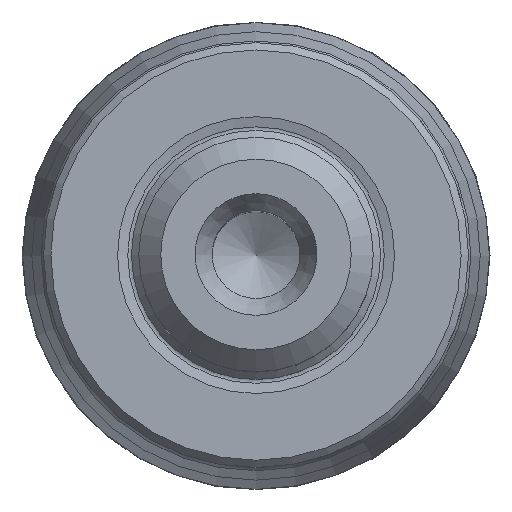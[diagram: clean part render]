
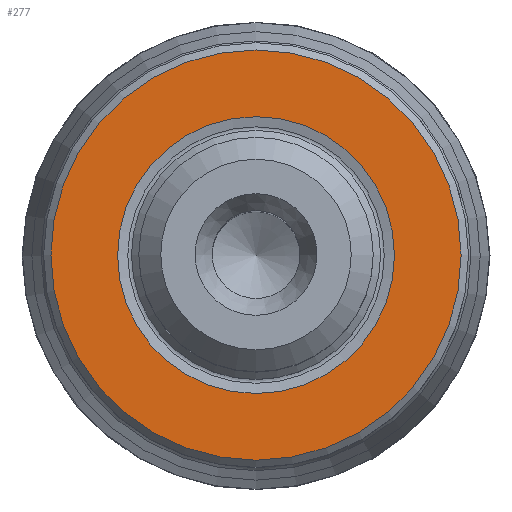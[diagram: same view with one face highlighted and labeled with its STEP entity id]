
A CAD part, top view. The second image highlights one B-rep face of the part: STEP entity #277.
In plain terms, the highlighted planar face has unit normal (0, 0, 1).
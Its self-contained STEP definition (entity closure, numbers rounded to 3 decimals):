
#74=PLANE('',#891);
#277=ADVANCED_FACE('',(#443,#444),#74,.F.);
#443=FACE_BOUND('',#549,.T.);
#444=FACE_BOUND('',#550,.T.);
#549=EDGE_LOOP('',(#653));
#550=EDGE_LOOP('',(#654));
#653=ORIENTED_EDGE('',*,*,#783,.T.);
#654=ORIENTED_EDGE('',*,*,#784,.T.);
#729=VERTEX_POINT('',#1419);
#730=VERTEX_POINT('',#1421);
#783=EDGE_CURVE('',#729,#729,#835,.T.);
#784=EDGE_CURVE('',#730,#730,#836,.T.);
#835=CIRCLE('',#889,14.);
#836=CIRCLE('',#890,9.449);
#889=AXIS2_PLACEMENT_3D('',#1418,#1026,#1027);
#890=AXIS2_PLACEMENT_3D('',#1420,#1028,#1029);
#891=AXIS2_PLACEMENT_3D('',#1422,#1030,#1031);
#1026=DIRECTION('',(0.,0.,1.));
#1027=DIRECTION('',(-1.,0.,0.));
#1028=DIRECTION('',(0.,0.,-1.));
#1029=DIRECTION('',(-1.,0.,0.));
#1030=DIRECTION('',(0.,0.,-1.));
#1031=DIRECTION('',(-1.,0.,0.));
#1418=CARTESIAN_POINT('',(0.,0.,0.));
#1419=CARTESIAN_POINT('',(-14.,0.,0.));
#1420=CARTESIAN_POINT('',(0.,0.,0.));
#1421=CARTESIAN_POINT('',(-9.449,0.,0.));
#1422=CARTESIAN_POINT('',(0.,0.,0.));
